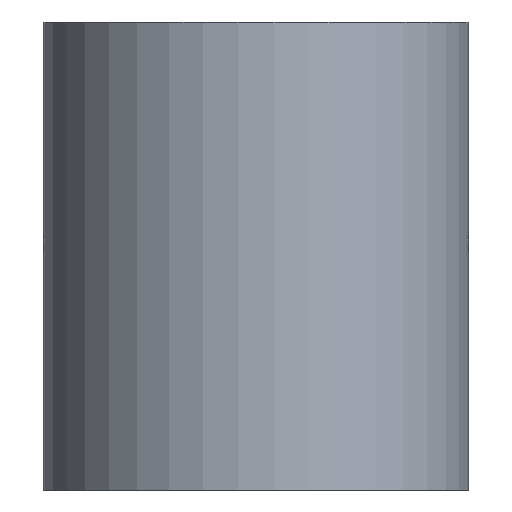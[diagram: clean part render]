
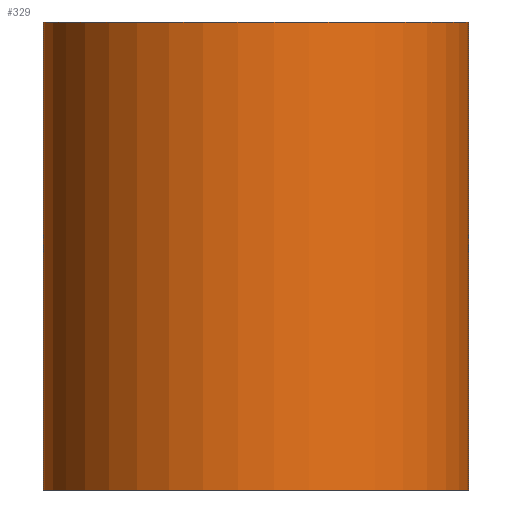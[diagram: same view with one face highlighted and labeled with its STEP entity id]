
A CAD part, front view. The second image highlights one B-rep face of the part: STEP entity #329.
In plain terms, the highlighted cylindrical face has radius 25 mm (diameter 50 mm), a partial arc.
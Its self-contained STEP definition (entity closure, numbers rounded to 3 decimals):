
#18=CYLINDRICAL_SURFACE('',#375,25.);
#32=CIRCLE('',#376,25.);
#33=CIRCLE('',#377,25.);
#50=FACE_OUTER_BOUND('',#70,.T.);
#70=EDGE_LOOP('',(#274,#275,#276,#277));
#106=LINE('',#558,#138);
#107=LINE('',#564,#139);
#138=VECTOR('',#459,10.);
#139=VECTOR('',#466,10.);
#166=VERTEX_POINT('',#554);
#167=VERTEX_POINT('',#556);
#168=VERTEX_POINT('',#560);
#169=VERTEX_POINT('',#562);
#208=EDGE_CURVE('',#166,#167,#106,.T.);
#209=EDGE_CURVE('',#168,#166,#32,.T.);
#210=EDGE_CURVE('',#169,#167,#33,.T.);
#211=EDGE_CURVE('',#168,#169,#107,.T.);
#274=ORIENTED_EDGE('',*,*,#209,.T.);
#275=ORIENTED_EDGE('',*,*,#208,.T.);
#276=ORIENTED_EDGE('',*,*,#210,.F.);
#277=ORIENTED_EDGE('',*,*,#211,.F.);
#329=ADVANCED_FACE('',(#50),#18,.T.);
#375=AXIS2_PLACEMENT_3D('',#559,#460,#461);
#376=AXIS2_PLACEMENT_3D('',#561,#462,#463);
#377=AXIS2_PLACEMENT_3D('',#563,#464,#465);
#459=DIRECTION('',(0.,0.,1.));
#460=DIRECTION('center_axis',(0.,0.,1.));
#461=DIRECTION('ref_axis',(0.,-1.,0.));
#462=DIRECTION('center_axis',(0.,0.,1.));
#463=DIRECTION('ref_axis',(-0.493,0.87,0.));
#464=DIRECTION('center_axis',(0.,0.,1.));
#465=DIRECTION('ref_axis',(-0.493,0.87,0.));
#466=DIRECTION('',(0.,0.,1.));
#554=CARTESIAN_POINT('',(65.078,59.895,0.));
#556=CARTESIAN_POINT('',(65.078,59.895,55.));
#558=CARTESIAN_POINT('',(65.078,59.895,0.));
#559=CARTESIAN_POINT('Origin',(52.746,38.149,0.));
#560=CARTESIAN_POINT('',(40.413,59.895,0.));
#561=CARTESIAN_POINT('Origin',(52.746,38.149,0.));
#562=CARTESIAN_POINT('',(40.413,59.895,55.));
#563=CARTESIAN_POINT('Origin',(52.746,38.149,55.));
#564=CARTESIAN_POINT('',(40.413,59.895,0.));
